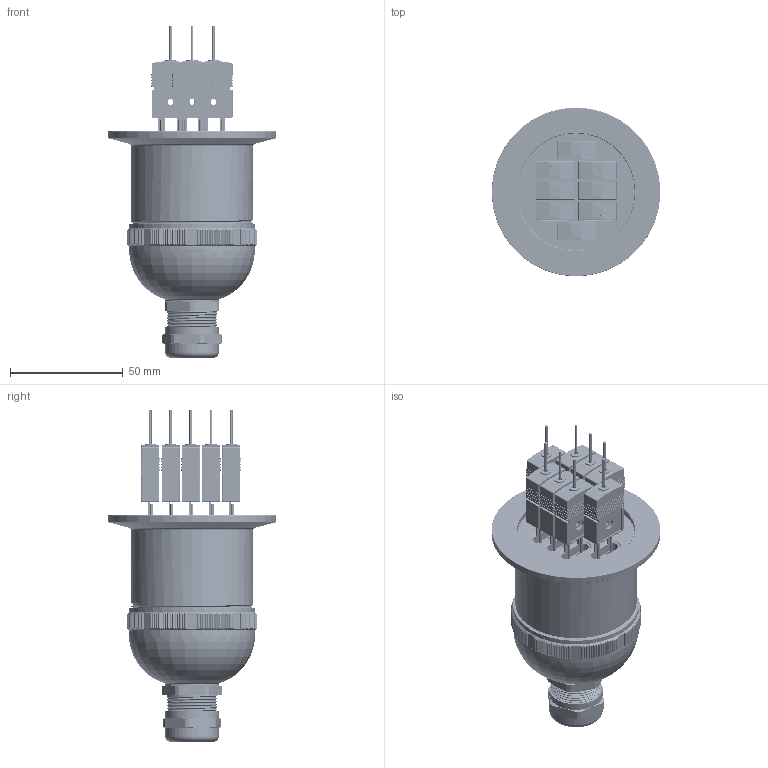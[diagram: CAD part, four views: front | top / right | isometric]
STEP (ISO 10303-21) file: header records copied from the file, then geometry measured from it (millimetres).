
FILE_DESCRIPTION (( 'STEP AP214' ), '1' );
FILE_NAME ('外发模型(带插头+护线筒)-TC-KF50-1608K.STEP', '2024-08-16T09:02:51', ( '' ), ( '' ), 'SwSTEP 2.0', 'SolidWorks 2020', '' );
FILE_SCHEMA (( 'AUTOMOTIVE_DESIGN' ));
Length unit declared in the file: millimetre
Products named in the file (14): 外发模型(带插头+护线筒)-TC-KF50-1608K; 外发模型-TC-16464L35（T插头）; 誘盄芠-CPC-M54D14-L50; FL-TC-KF50-1608K-2; NDL-L207-08K+; 錨璃8^俋楷耀倰-TC-16464L35; 囀郋躇猾杶 10-14; 誘盄芠俋褲-CPC-M54D14-L50; 俋楷耀倰-TC-16464L35; NDL-L207-08K-; 誘盄芠蹟簽-LT14-PG16; 誘盄芠囀郋-FTL14-M20NX; SMPW-K-F; 囀郋彶踡蛈 10-14
Assembly tree (23 placements, depth 4):
  外发模型(带插头+护线筒)-TC-KF50-1608K
    FL-TC-KF50-1608K-2
    外发模型-TC-16464L35（T插头）  x8
      俋楷耀倰-TC-16464L35
        錨璃8^俋楷耀倰-TC-16464L35
      NDL-L207-08K-
      NDL-L207-08K+
      SMPW-K-F
    誘盄芠-CPC-M54D14-L50
      誘盄芠俋褲-CPC-M54D14-L50
      誘盄芠囀郋-FTL14-M20NX
        誘盄芠蹟簽-LT14-PG16
        囀郋躇猾杶 10-14
        囀郋彶踡蛈 10-14
Bounding box: 75 x 75 x 147.48 mm (x, y, z)
Volume: 102744.3 mm3; surface area: 102785.3 mm2
Topology: 157 solids, 157 shells, 6522 faces, 17204 edges, 11527 vertices
Faces by surface type: plane 4343, cylinder 1652, bspline 268, torus 217, cone 42
Full cylindrical faces by diameter (mm): 1.2 x16, 1.27 x32, 1.3 x16, 2 x16, 2.6 x16, 3.533 x32, 3.8 x32, 4.6 x32, 5 x48, 5.5 x32, 14.2 x2, 14.5 x1, 17.4 x2, 19.2 x1, 19.3 x1, 19.7 x1, 20 x1, 23.7 x3, 50.5 x1, 52.2 x1, 52.5 x1, 54 x3, 54.5 x1, 56 x2, 75 x1
Entity records: 49976 total; most frequent: CARTESIAN_POINT 19728, ORIENTED_EDGE 6720, DIRECTION 5330, EDGE_CURVE 3360, VERTEX_POINT 2407, AXIS2_PLACEMENT_3D 1902, VECTOR 1526, LINE 1526
